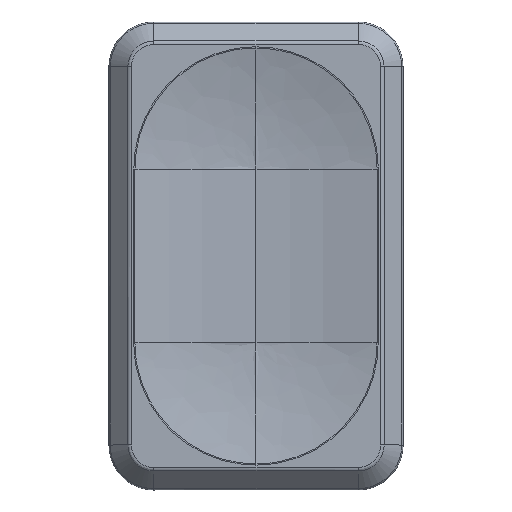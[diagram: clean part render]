
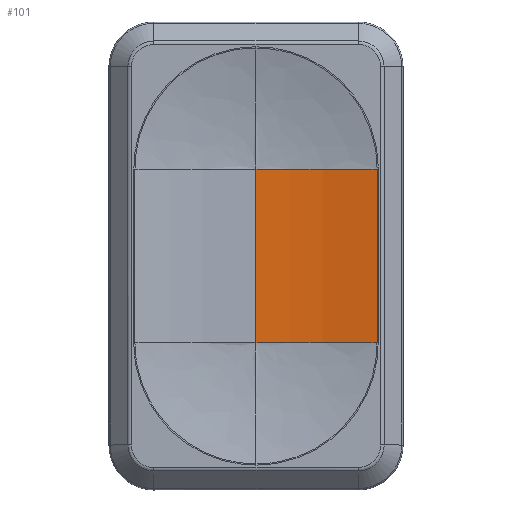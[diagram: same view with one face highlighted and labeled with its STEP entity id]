
A CAD part, top view. The second image highlights one B-rep face of the part: STEP entity #101.
In plain terms, the highlighted free-form (B-spline) face has degree [1, 2] with [2, 3] control points.
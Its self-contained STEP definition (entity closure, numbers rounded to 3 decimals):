
#101=ADVANCED_FACE('',(#196),#1334,.T.);
#196=FACE_OUTER_BOUND('',#292,.T.);
#292=EDGE_LOOP('',(#647,#648,#649,#650));
#647=ORIENTED_EDGE('',*,*,#908,.T.);
#648=ORIENTED_EDGE('',*,*,#891,.T.);
#649=ORIENTED_EDGE('',*,*,#909,.T.);
#650=ORIENTED_EDGE('',*,*,#900,.F.);
#891=EDGE_CURVE('',#1259,#1256,#1011,.T.);
#900=EDGE_CURVE('',#1264,#1263,#1020,.T.);
#908=EDGE_CURVE('',#1264,#1259,#1132,.T.);
#909=EDGE_CURVE('',#1256,#1263,#1133,.T.);
#1011=(
BOUNDED_CURVE()
B_SPLINE_CURVE(2,(#2500,#2501,#2502),.UNSPECIFIED.,.F.,.F.)
B_SPLINE_CURVE_WITH_KNOTS((3,3),(0.092,7.517),
 .UNSPECIFIED.)
CURVE()
GEOMETRIC_REPRESENTATION_ITEM()
RATIONAL_B_SPLINE_CURVE((1.,1.,1.))
REPRESENTATION_ITEM('')
);
#1020=(
BOUNDED_CURVE()
B_SPLINE_CURVE(2,(#2527,#2528,#2529),.UNSPECIFIED.,.F.,.F.)
B_SPLINE_CURVE_WITH_KNOTS((3,3),(0.092,7.517),
 .UNSPECIFIED.)
CURVE()
GEOMETRIC_REPRESENTATION_ITEM()
RATIONAL_B_SPLINE_CURVE((1.,1.,1.))
REPRESENTATION_ITEM('')
);
#1132=B_SPLINE_CURVE_WITH_KNOTS('',1,(#2551,#2552),.UNSPECIFIED.,.F.,.F.,
(2,2),(-1.,0.),.UNSPECIFIED.);
#1133=B_SPLINE_CURVE_WITH_KNOTS('',1,(#2553,#2554),.UNSPECIFIED.,.F.,.F.,
(2,2),(-1.,0.),.UNSPECIFIED.);
#1256=VERTEX_POINT('',#2012);
#1259=VERTEX_POINT('',#2015);
#1263=VERTEX_POINT('',#2019);
#1264=VERTEX_POINT('',#2020);
#1334=(
BOUNDED_SURFACE()
B_SPLINE_SURFACE(1,2,((#1846,#1847,#1848),(#1849,#1850,#1851)),
 .UNSPECIFIED.,.F.,.F.,.F.)
B_SPLINE_SURFACE_WITH_KNOTS((2,2),(3,3),(0.,1.),(0.092,7.517),
 .UNSPECIFIED.)
GEOMETRIC_REPRESENTATION_ITEM()
RATIONAL_B_SPLINE_SURFACE(((1.,1.,1.),(1.,1.,1.)))
REPRESENTATION_ITEM('')
SURFACE()
);
#1846=CARTESIAN_POINT('',(-33.285,17.208,9.297));
#1847=CARTESIAN_POINT('',(-36.68,17.208,8.479));
#1848=CARTESIAN_POINT('',(-40.076,17.208,8.479));
#1849=CARTESIAN_POINT('',(-33.285,26.958,9.297));
#1850=CARTESIAN_POINT('',(-36.68,26.958,8.479));
#1851=CARTESIAN_POINT('',(-40.076,26.958,8.479));
#2012=CARTESIAN_POINT('',(-40.076,26.958,8.479));
#2015=CARTESIAN_POINT('',(-33.285,26.958,9.297));
#2019=CARTESIAN_POINT('',(-40.076,17.208,8.479));
#2020=CARTESIAN_POINT('',(-33.285,17.208,9.297));
#2500=CARTESIAN_POINT('',(-33.285,26.958,9.297));
#2501=CARTESIAN_POINT('',(-36.68,26.958,8.479));
#2502=CARTESIAN_POINT('',(-40.076,26.958,8.479));
#2527=CARTESIAN_POINT('',(-33.285,17.208,9.297));
#2528=CARTESIAN_POINT('',(-36.68,17.208,8.479));
#2529=CARTESIAN_POINT('',(-40.076,17.208,8.479));
#2551=CARTESIAN_POINT('',(-33.285,17.208,9.297));
#2552=CARTESIAN_POINT('',(-33.285,26.958,9.297));
#2553=CARTESIAN_POINT('',(-40.076,26.958,8.479));
#2554=CARTESIAN_POINT('',(-40.076,17.208,8.479));
